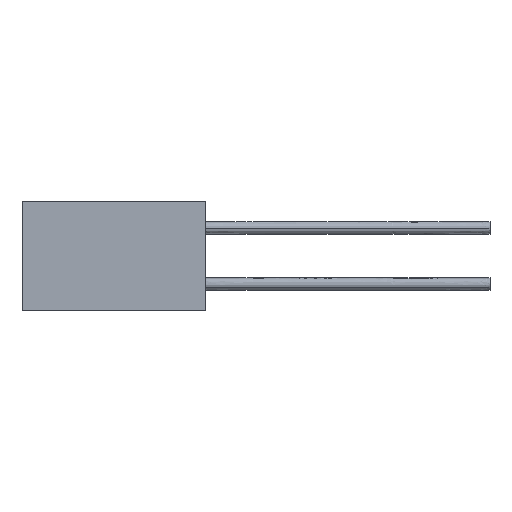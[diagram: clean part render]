
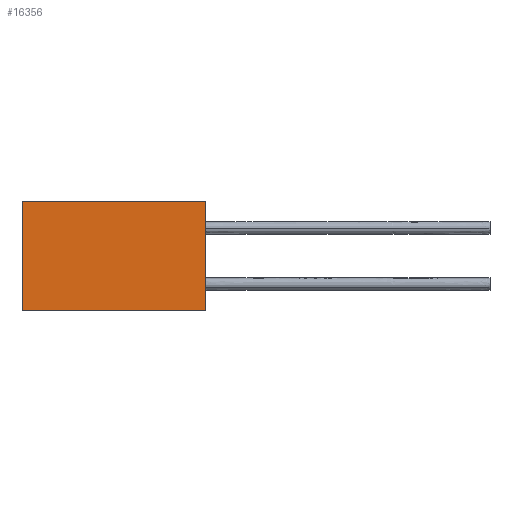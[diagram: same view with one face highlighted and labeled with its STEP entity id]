
A CAD part, left-side view. The second image highlights one B-rep face of the part: STEP entity #16356.
In plain terms, the highlighted free-form (B-spline) face has degree [1, 1] with [2, 2] control points.
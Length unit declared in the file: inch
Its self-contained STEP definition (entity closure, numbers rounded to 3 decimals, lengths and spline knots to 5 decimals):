
#4048=DIRECTION('',(0.,-1.,0.));
#4049=VECTOR('',#4048,0.326);
#4050=CARTESIAN_POINT('',(-0.625,0.077,0.0975));
#4051=LINE('',#4050,#4049);
#4055=DIRECTION('',(0.,0.,-1.));
#4056=VECTOR('',#4055,0.195);
#4057=CARTESIAN_POINT('',(-0.625,-0.249,0.0975));
#4058=LINE('',#4057,#4056);
#4062=DIRECTION('',(0.,1.,0.));
#4063=VECTOR('',#4062,0.326);
#4064=CARTESIAN_POINT('',(-0.625,-0.249,-0.0975));
#4065=LINE('',#4064,#4063);
#4069=DIRECTION('',(0.,0.,1.));
#4070=VECTOR('',#4069,0.195);
#4071=CARTESIAN_POINT('',(-0.625,0.077,-0.0975));
#4072=LINE('',#4071,#4070);
#12721=CARTESIAN_POINT('',(-0.625,0.077,0.0975));
#12722=CARTESIAN_POINT('',(-0.625,-0.249,0.0975));
#12723=VERTEX_POINT('',#12721);
#12724=VERTEX_POINT('',#12722);
#12725=CARTESIAN_POINT('',(-0.625,-0.249,-0.0975));
#12726=VERTEX_POINT('',#12725);
#12727=CARTESIAN_POINT('',(-0.625,0.077,-0.0975));
#12728=VERTEX_POINT('',#12727);
#16344=CARTESIAN_POINT('',(-0.625,-0.25552,0.1014));
#16345=CARTESIAN_POINT('',(-0.625,0.08352,0.1014));
#16346=CARTESIAN_POINT('',(-0.625,-0.25552,-0.1014));
#16347=CARTESIAN_POINT('',(-0.625,0.08352,-0.1014));
#16348=B_SPLINE_SURFACE_WITH_KNOTS('',1,1,((#16344,#16345),(#16346,#16347)),
.UNSPECIFIED.,.F.,.F.,.F.,(2,2),(2,2),(-0.1014,0.1014),(-0.25552,
0.08352),.UNSPECIFIED.);
#16350=ORIENTED_EDGE('',*,*,#16349,.T.);
#16351=ORIENTED_EDGE('',*,*,#16209,.T.);
#16352=ORIENTED_EDGE('',*,*,#16313,.T.);
#16353=ORIENTED_EDGE('',*,*,#16268,.T.);
#16354=EDGE_LOOP('',(#16350,#16351,#16352,#16353));
#16355=FACE_OUTER_BOUND('',#16354,.F.);
#16356=ADVANCED_FACE('',(#16355),#16348,.F.);
#16209=EDGE_CURVE('',#12724,#12726,#4058,.T.);
#16268=EDGE_CURVE('',#12728,#12723,#4072,.T.);
#16313=EDGE_CURVE('',#12726,#12728,#4065,.T.);
#16349=EDGE_CURVE('',#12723,#12724,#4051,.T.);
